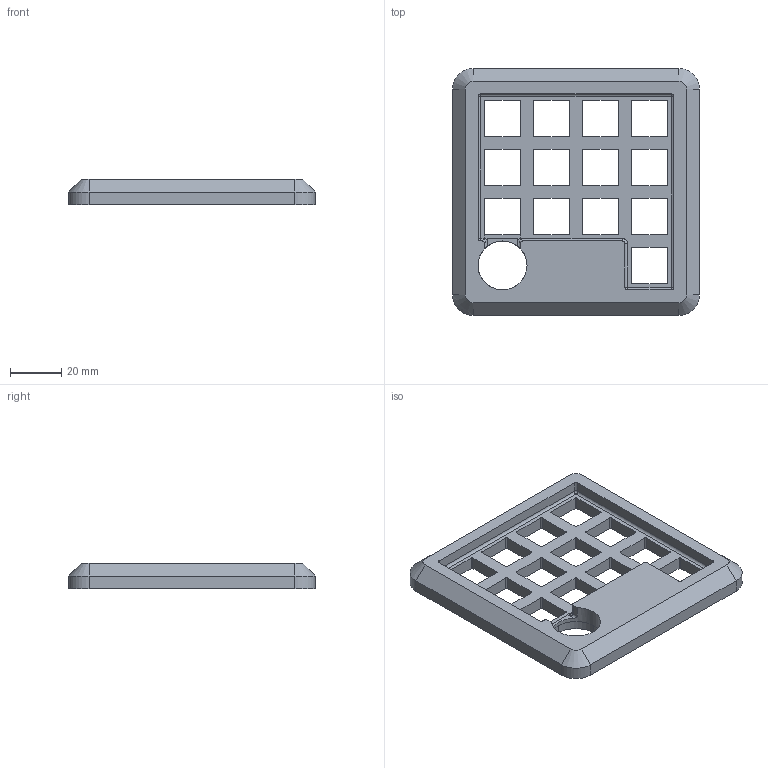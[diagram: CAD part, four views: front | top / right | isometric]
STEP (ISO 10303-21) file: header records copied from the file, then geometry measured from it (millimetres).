
FILE_DESCRIPTION(('FreeCAD Model'),'2;1');
FILE_NAME('Open CASCADE Shape Model','2022-03-22T00:29:23',('Author'),( ''),'Open CASCADE STEP processor 7.5','FreeCAD','Unknown');
FILE_SCHEMA(('AUTOMOTIVE_DESIGN { 1 0 10303 214 1 1 1 1 }'));
Length unit declared in the file: millimetre
Products named in the file (1): Cover
Bounding box: 96 x 96 x 10 mm (x, y, z)
Volume: 39170 mm3; surface area: 22912.5 mm2
Topology: 1 solids, 1 shells, 293 faces, 776 edges, 465 vertices
Faces by surface type: cylinder 129, plane 126, cone 10, torus 10, bspline 10, sphere 8
Full cylindrical faces by diameter (mm): 1.6 x4, 5 x2, 19.05 x1
Entity records: 19895 total; most frequent: CARTESIAN_POINT 4708, DIRECTION 2899, LINE 1765, VECTOR 1765, ORIENTED_EDGE 1500, PCURVE 1500, DEFINITIONAL_REPRESENTATION 1500, EDGE_CURVE 750
